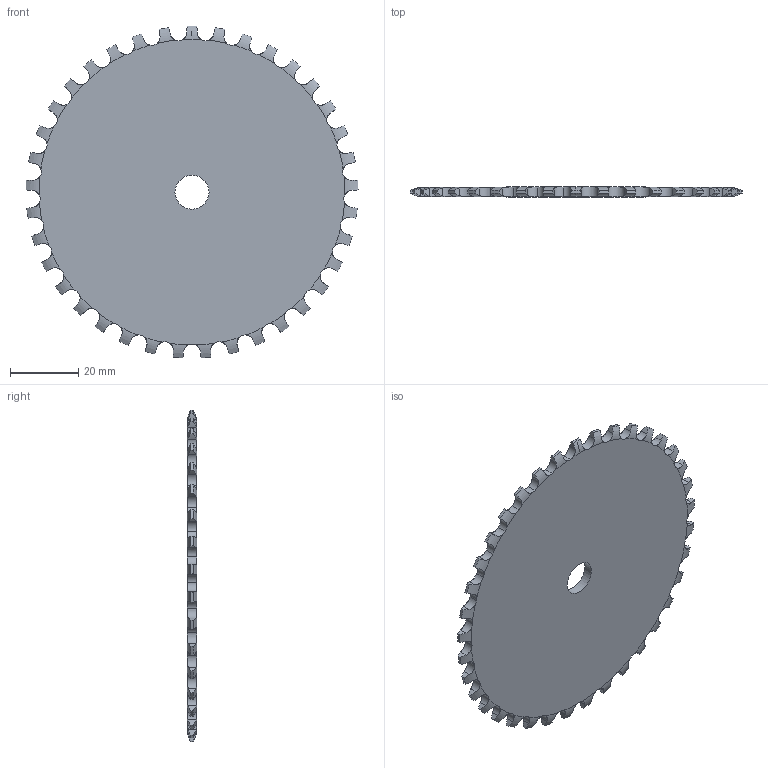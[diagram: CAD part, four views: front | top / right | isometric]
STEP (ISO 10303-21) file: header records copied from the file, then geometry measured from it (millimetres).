
FILE_DESCRIPTION(('FreeCAD Model'),'2;1');
FILE_NAME('Open CASCADE Shape Model','2022-01-16T09:43:50',('FreeCAD'),( 'FreeCAD'),'Open CASCADE STEP processor 7.4','FreeCAD','Unknown');
FILE_SCHEMA(('AUTOMOTIVE_DESIGN { 1 0 10303 214 1 1 1 1 }'));
Length unit declared in the file: millimetre
Products named in the file (1): Open CASCADE STEP translator 7.4 30
Bounding box: 97.59 x 2.8 x 97.52 mm (x, y, z)
Volume: 18565.3 mm3; surface area: 14620.6 mm2
Topology: 1 solids, 1 shells, 264 faces, 860 edges, 598 vertices
Faces by surface type: cylinder 186, revolution 76, plane 2
Full cylindrical faces by diameter (mm): 10 x1
Entity records: 31433 total; most frequent: CARTESIAN_POINT 15969, DIRECTION 2525, ORIENTED_EDGE 1720, PCURVE 1720, DEFINITIONAL_REPRESENTATION 1720, LINE 1014, VECTOR 1014, B_SPLINE_CURVE_WITH_KNOTS 888
